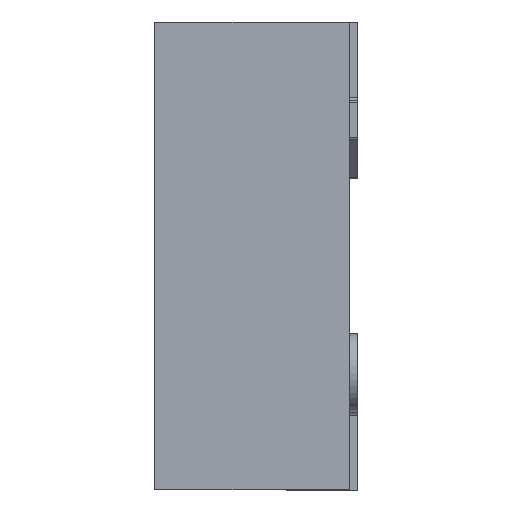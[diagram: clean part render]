
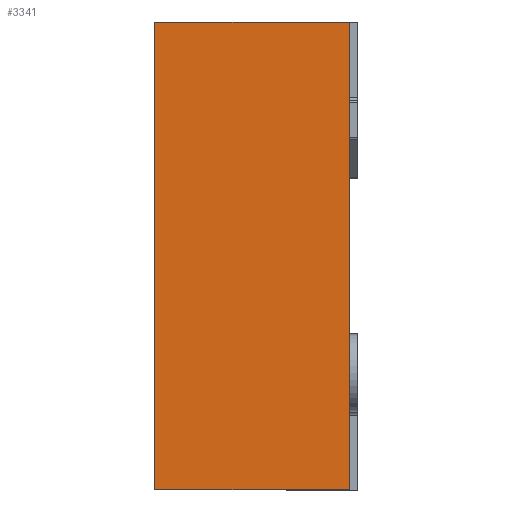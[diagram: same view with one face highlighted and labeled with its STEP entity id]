
A CAD part, left-side view. The second image highlights one B-rep face of the part: STEP entity #3341.
In plain terms, the highlighted planar face has unit normal (-1, 0, 0).
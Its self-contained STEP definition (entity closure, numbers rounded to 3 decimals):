
#45 = VERTEX_POINT ( 'NONE', #120 ) ;
#120 = CARTESIAN_POINT ( 'NONE',  ( -1.25, 0.5, -0.6 ) ) ;
#184 = CARTESIAN_POINT ( 'NONE',  ( -1.25, 0.5, -0.6 ) ) ;
#432 = CARTESIAN_POINT ( 'NONE',  ( -1.25, 0.5, 0.6 ) ) ;
#504 = CARTESIAN_POINT ( 'NONE',  ( -1.25, 0.5, 0.6 ) ) ;
#544 = VECTOR ( 'NONE', #1885, 1000. ) ;
#758 = EDGE_CURVE ( 'NONE', #3220, #2665, #1194, .T. ) ;
#765 = PLANE ( 'NONE',  #1818 ) ;
#988 = LINE ( 'NONE', #184, #4060 ) ;
#1174 = ORIENTED_EDGE ( 'NONE', *, *, #4937, .F. ) ;
#1194 = LINE ( 'NONE', #3067, #544 ) ;
#1232 = EDGE_CURVE ( 'NONE', #45, #2890, #988, .T. ) ;
#1331 = LINE ( 'NONE', #3468, #1598 ) ;
#1358 = VECTOR ( 'NONE', #1668, 1000. ) ;
#1387 = EDGE_LOOP ( 'NONE', ( #4754, #1977, #1174, #5151 ) ) ;
#1598 = VECTOR ( 'NONE', #4716, 1000. ) ;
#1668 = DIRECTION ( 'NONE',  ( 0., 0., 1. ) ) ;
#1674 = FACE_OUTER_BOUND ( 'NONE', #1387, .T. ) ;
#1818 = AXIS2_PLACEMENT_3D ( 'NONE', #2358, #3937, #5186 ) ;
#1842 = EDGE_CURVE ( 'NONE', #2890, #2665, #1331, .T. ) ;
#1885 = DIRECTION ( 'NONE',  ( 0., -1., 0. ) ) ;
#1977 = ORIENTED_EDGE ( 'NONE', *, *, #758, .F. ) ;
#2099 = CARTESIAN_POINT ( 'NONE',  ( -1.25, 0., 0.6 ) ) ;
#2358 = CARTESIAN_POINT ( 'NONE',  ( -1.25, 0.5, 0.6 ) ) ;
#2665 = VERTEX_POINT ( 'NONE', #2099 ) ;
#2890 = VERTEX_POINT ( 'NONE', #2950 ) ;
#2950 = CARTESIAN_POINT ( 'NONE',  ( -1.25, 0., -0.6 ) ) ;
#3041 = LINE ( 'NONE', #432, #1358 ) ;
#3067 = CARTESIAN_POINT ( 'NONE',  ( -1.25, 0.5, 0.6 ) ) ;
#3220 = VERTEX_POINT ( 'NONE', #504 ) ;
#3341 = ADVANCED_FACE ( 'NONE', ( #1674 ), #765, .F. ) ;
#3380 = DIRECTION ( 'NONE',  ( 0., -1., 0. ) ) ;
#3468 = CARTESIAN_POINT ( 'NONE',  ( -1.25, 0., 0.6 ) ) ;
#3937 = DIRECTION ( 'NONE',  ( 1., 0., 0. ) ) ;
#4060 = VECTOR ( 'NONE', #3380, 1000. ) ;
#4716 = DIRECTION ( 'NONE',  ( 0., 0., 1. ) ) ;
#4754 = ORIENTED_EDGE ( 'NONE', *, *, #1842, .T. ) ;
#4937 = EDGE_CURVE ( 'NONE', #45, #3220, #3041, .T. ) ;
#5151 = ORIENTED_EDGE ( 'NONE', *, *, #1232, .T. ) ;
#5186 = DIRECTION ( 'NONE',  ( 0., 0., -1. ) ) ;
